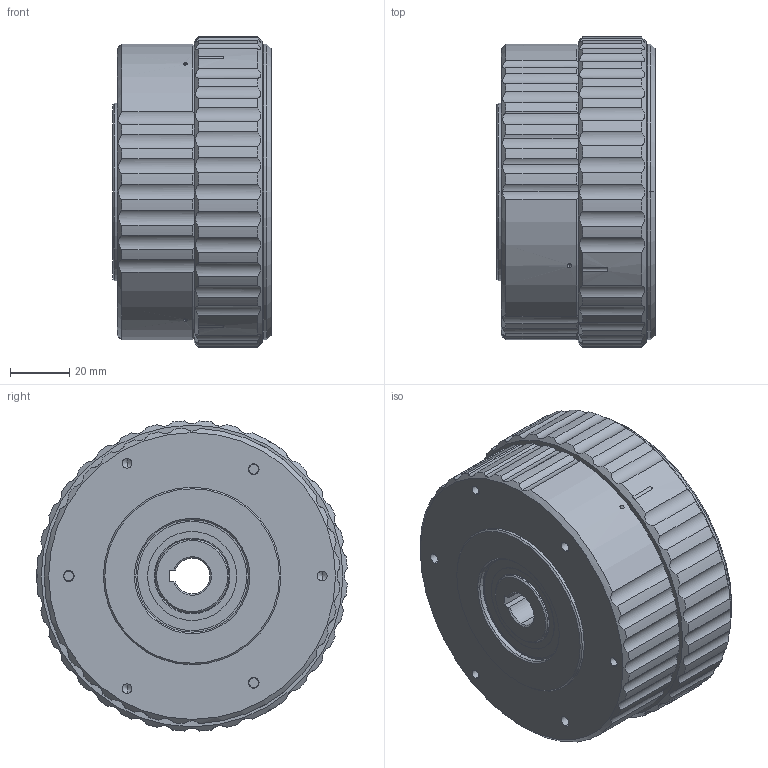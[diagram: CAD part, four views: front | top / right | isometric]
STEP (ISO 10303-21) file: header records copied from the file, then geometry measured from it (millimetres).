
FILE_DESCRIPTION (( 'STEP AP214' ), '1' );
FILE_NAME ('020a-130_PMB-2Nm.STEP', '2024-02-05T11:22:28', ( '' ), ( '' ), 'SwSTEP 2.0', 'SolidWorks 2023', '' );
FILE_SCHEMA (( 'AUTOMOTIVE_DESIGN' ));
Length unit declared in the file: millimetre
Products named in the file (1): 020a-130_PMB-2Nm
Bounding box: 53.5 x 104.94 x 104.87 mm (x, y, z)
Volume: 414925.5 mm3; surface area: 37874.3 mm2
Topology: 1 solids, 20 shells, 477 faces, 1152 edges, 729 vertices
Faces by surface type: cylinder 223, cone 101, plane 79, bspline 74
Entity records: 21535 total; most frequent: CARTESIAN_POINT 5898, ORIENTED_EDGE 2268, DIRECTION 2158, EDGE_CURVE 1134, AXIS2_PLACEMENT_3D 893, VERTEX_POINT 729, EDGE_LOOP 517, CIRCLE 489
